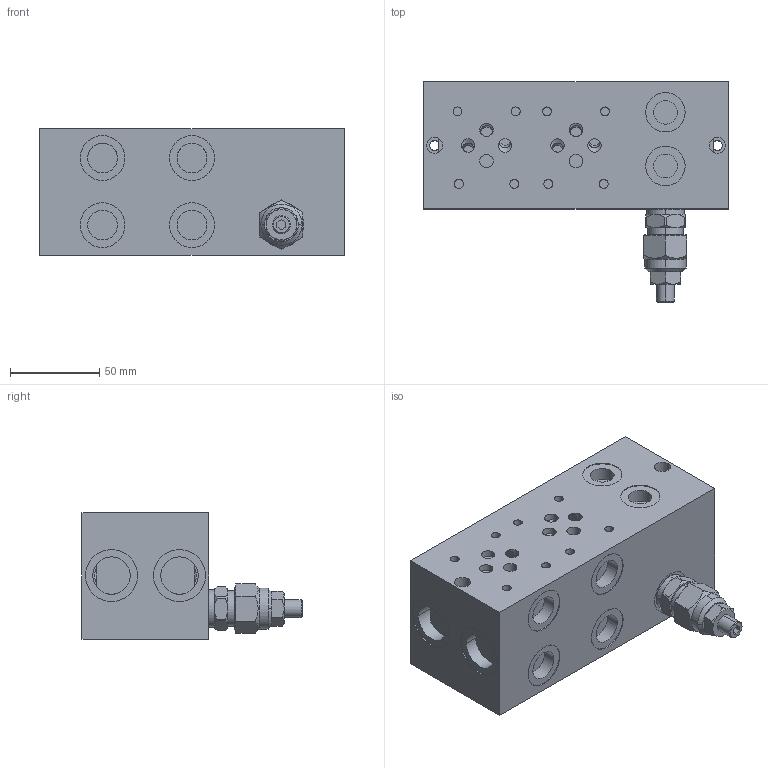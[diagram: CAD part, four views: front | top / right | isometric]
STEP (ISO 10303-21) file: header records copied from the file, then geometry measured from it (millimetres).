
FILE_DESCRIPTION( ( 'STEP AP214' ), '1' );
FILE_NAME( 'tmp0.step', '2009-03-30T09:52:18', ( ' ' ), ( ' ' ), 'XStep 1.0', ' ', ' ' );
FILE_SCHEMA( ( 'automotive_design' ) );
Length unit declared in the file: millimetre
Products named in the file (2): 1; 2
Bounding box: 170 x 123 x 70.5 mm (x, y, z)
Volume: 831845.1 mm3; surface area: 76088.1 mm2
Topology: 2 solids, 2 shells, 344 faces, 836 edges, 542 vertices
Faces by surface type: plane 150, cylinder 131, cone 63
Entity records: 20164 total; most frequent: CARTESIAN_POINT 2382, DIRECTION 1760, STYLED_ITEM 1722, PRESENTATION_STYLE_ASSIGNMENT 1722, COLOUR_RGB 1722, ORIENTED_EDGE 1668, EDGE_CURVE 834, CURVE_STYLE 834
